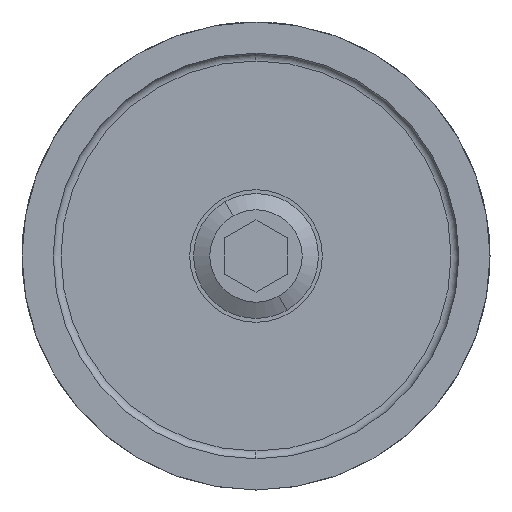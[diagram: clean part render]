
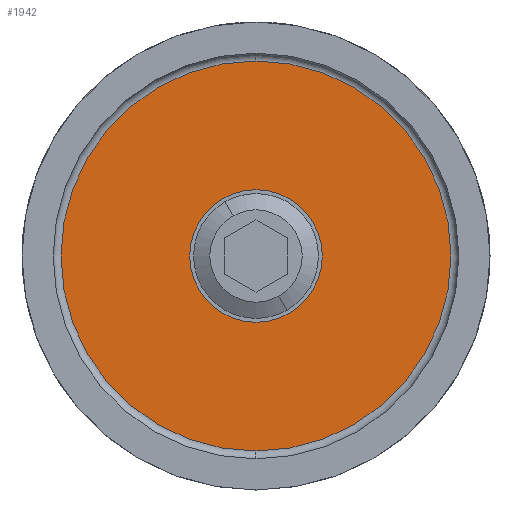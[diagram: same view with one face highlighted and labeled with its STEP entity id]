
A CAD part, left-side view. The second image highlights one B-rep face of the part: STEP entity #1942.
In plain terms, the highlighted planar face has unit normal (-1, 0, 0).
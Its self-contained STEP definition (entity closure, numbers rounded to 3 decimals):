
#12 = VERTEX_POINT ( 'NONE', #650 ) ;
#36 = VERTEX_POINT ( 'NONE', #1762 ) ;
#154 = CARTESIAN_POINT ( 'NONE',  ( 11., 0., 12.5 ) ) ;
#157 = CIRCLE ( 'NONE', #1312, 12.5 ) ;
#183 = CARTESIAN_POINT ( 'NONE',  ( 11., 0., 0. ) ) ;
#198 = EDGE_LOOP ( 'NONE', ( #378, #1706 ) ) ;
#259 = DIRECTION ( 'NONE',  ( -1., 0., 0. ) ) ;
#296 = DIRECTION ( 'NONE',  ( 0., 0., -1. ) ) ;
#298 = VERTEX_POINT ( 'NONE', #1235 ) ;
#299 = AXIS2_PLACEMENT_3D ( 'NONE', #183, #1721, #296 ) ;
#304 = FACE_BOUND ( 'NONE', #198, .T. ) ;
#378 = ORIENTED_EDGE ( 'NONE', *, *, #2005, .T. ) ;
#424 = EDGE_CURVE ( 'NONE', #1994, #36, #157, .T. ) ;
#529 = ORIENTED_EDGE ( 'NONE', *, *, #671, .T. ) ;
#579 = PLANE ( 'NONE',  #1905 ) ;
#594 = DIRECTION ( 'NONE',  ( -1., 0., 0. ) ) ;
#627 = CARTESIAN_POINT ( 'NONE',  ( 11., 13., 0. ) ) ;
#650 = CARTESIAN_POINT ( 'NONE',  ( 11., 0., -4.25 ) ) ;
#671 = EDGE_CURVE ( 'NONE', #36, #1994, #1841, .T. ) ;
#699 = CARTESIAN_POINT ( 'NONE',  ( 11., 0., 0. ) ) ;
#749 = DIRECTION ( 'NONE',  ( 0., 0., 1. ) ) ;
#754 = DIRECTION ( 'NONE',  ( 1., 0., 0. ) ) ;
#804 = CIRCLE ( 'NONE', #299, 4.25 ) ;
#806 = ORIENTED_EDGE ( 'NONE', *, *, #424, .T. ) ;
#993 = CARTESIAN_POINT ( 'NONE',  ( 11., 0., 0. ) ) ;
#999 = EDGE_LOOP ( 'NONE', ( #806, #529 ) ) ;
#1040 = AXIS2_PLACEMENT_3D ( 'NONE', #1213, #754, #1233 ) ;
#1201 = AXIS2_PLACEMENT_3D ( 'NONE', #699, #259, #1332 ) ;
#1213 = CARTESIAN_POINT ( 'NONE',  ( 11., 0., 0. ) ) ;
#1233 = DIRECTION ( 'NONE',  ( 0., 0., -1. ) ) ;
#1235 = CARTESIAN_POINT ( 'NONE',  ( 11., 0., 4.25 ) ) ;
#1312 = AXIS2_PLACEMENT_3D ( 'NONE', #993, #1628, #749 ) ;
#1332 = DIRECTION ( 'NONE',  ( 0., 0., 1. ) ) ;
#1579 = FACE_OUTER_BOUND ( 'NONE', #999, .T. ) ;
#1609 = EDGE_CURVE ( 'NONE', #298, #12, #804, .T. ) ;
#1628 = DIRECTION ( 'NONE',  ( -1., 0., 0. ) ) ;
#1706 = ORIENTED_EDGE ( 'NONE', *, *, #1609, .T. ) ;
#1721 = DIRECTION ( 'NONE',  ( 1., 0., 0. ) ) ;
#1762 = CARTESIAN_POINT ( 'NONE',  ( 11., 0., -12.5 ) ) ;
#1802 = CIRCLE ( 'NONE', #1040, 4.25 ) ;
#1841 = CIRCLE ( 'NONE', #1201, 12.5 ) ;
#1905 = AXIS2_PLACEMENT_3D ( 'NONE', #627, #594, #2016 ) ;
#1942 = ADVANCED_FACE ( 'NONE', ( #1579, #304 ), #579, .T. ) ;
#1994 = VERTEX_POINT ( 'NONE', #154 ) ;
#2005 = EDGE_CURVE ( 'NONE', #12, #298, #1802, .T. ) ;
#2016 = DIRECTION ( 'NONE',  ( 0., 0., 1. ) ) ;
